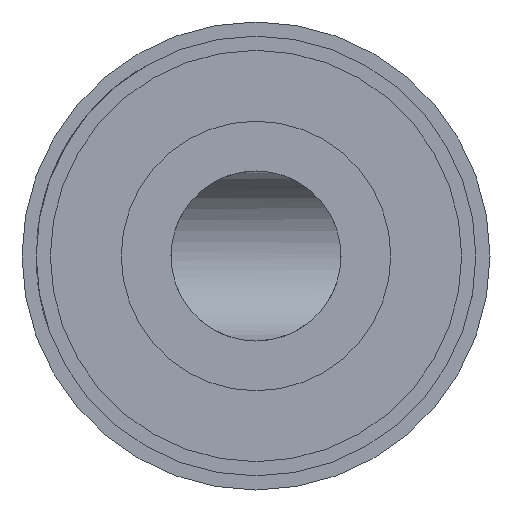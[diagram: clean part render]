
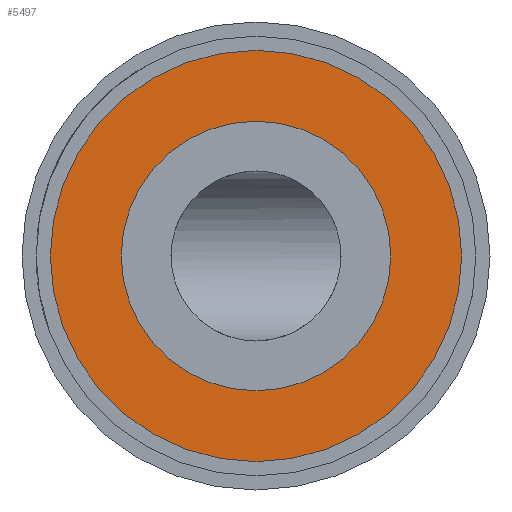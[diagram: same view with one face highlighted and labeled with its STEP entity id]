
A CAD part, left-side view. The second image highlights one B-rep face of the part: STEP entity #5497.
In plain terms, the highlighted planar face has unit normal (-1, 0, 0).
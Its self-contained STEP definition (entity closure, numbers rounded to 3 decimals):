
#107 = DIRECTION ( 'NONE',  ( -1., 0., 0. ) ) ;
#353 = EDGE_LOOP ( 'NONE', ( #1128, #5412 ) ) ;
#397 = DIRECTION ( 'NONE',  ( 1., 0., 0. ) ) ;
#1071 = DIRECTION ( 'NONE',  ( 0., 0., -1. ) ) ;
#1128 = ORIENTED_EDGE ( 'NONE', *, *, #2060, .T. ) ;
#1164 = CARTESIAN_POINT ( 'NONE',  ( 0., 0., -14.5 ) ) ;
#1653 = AXIS2_PLACEMENT_3D ( 'NONE', #7899, #4602, #6581 ) ;
#1787 = AXIS2_PLACEMENT_3D ( 'NONE', #3236, #107, #1997 ) ;
#1997 = DIRECTION ( 'NONE',  ( 0., 0., 1. ) ) ;
#2060 = EDGE_CURVE ( 'NONE', #7712, #7737, #3240, .T. ) ;
#2406 = DIRECTION ( 'NONE',  ( 0., 0., -1. ) ) ;
#2438 = VERTEX_POINT ( 'NONE', #1164 ) ;
#2466 = CIRCLE ( 'NONE', #5904, 14.5 ) ;
#2851 = CIRCLE ( 'NONE', #1653, 9.5 ) ;
#3065 = FACE_OUTER_BOUND ( 'NONE', #5521, .T. ) ;
#3236 = CARTESIAN_POINT ( 'NONE',  ( 0., 0., 0. ) ) ;
#3240 = CIRCLE ( 'NONE', #4696, 9.5 ) ;
#3508 = CIRCLE ( 'NONE', #1787, 14.5 ) ;
#4224 = FACE_BOUND ( 'NONE', #353, .T. ) ;
#4326 = CARTESIAN_POINT ( 'NONE',  ( 0., 0., 0. ) ) ;
#4578 = AXIS2_PLACEMENT_3D ( 'NONE', #6701, #397, #2406 ) ;
#4602 = DIRECTION ( 'NONE',  ( 1., 0., 0. ) ) ;
#4634 = ORIENTED_EDGE ( 'NONE', *, *, #5587, .T. ) ;
#4696 = AXIS2_PLACEMENT_3D ( 'NONE', #4326, #4823, #1071 ) ;
#4823 = DIRECTION ( 'NONE',  ( 1., 0., 0. ) ) ;
#5412 = ORIENTED_EDGE ( 'NONE', *, *, #7968, .T. ) ;
#5497 = ADVANCED_FACE ( 'NONE', ( #4224, #3065 ), #8103, .F. ) ;
#5521 = EDGE_LOOP ( 'NONE', ( #4634, #5535 ) ) ;
#5535 = ORIENTED_EDGE ( 'NONE', *, *, #7913, .T. ) ;
#5583 = DIRECTION ( 'NONE',  ( 0., 0., 1. ) ) ;
#5587 = EDGE_CURVE ( 'NONE', #8081, #2438, #2466, .T. ) ;
#5904 = AXIS2_PLACEMENT_3D ( 'NONE', #7398, #8063, #5583 ) ;
#6581 = DIRECTION ( 'NONE',  ( 0., 0., -1. ) ) ;
#6701 = CARTESIAN_POINT ( 'NONE',  ( 0., 0., 0. ) ) ;
#6859 = CARTESIAN_POINT ( 'NONE',  ( 0., 0., 14.5 ) ) ;
#6917 = CARTESIAN_POINT ( 'NONE',  ( 0., 0., 9.5 ) ) ;
#6960 = CARTESIAN_POINT ( 'NONE',  ( 0., 0., -9.5 ) ) ;
#7398 = CARTESIAN_POINT ( 'NONE',  ( 0., 0., 0. ) ) ;
#7712 = VERTEX_POINT ( 'NONE', #6917 ) ;
#7737 = VERTEX_POINT ( 'NONE', #6960 ) ;
#7899 = CARTESIAN_POINT ( 'NONE',  ( 0., 0., 0. ) ) ;
#7913 = EDGE_CURVE ( 'NONE', #2438, #8081, #3508, .T. ) ;
#7968 = EDGE_CURVE ( 'NONE', #7737, #7712, #2851, .T. ) ;
#8063 = DIRECTION ( 'NONE',  ( -1., 0., 0. ) ) ;
#8081 = VERTEX_POINT ( 'NONE', #6859 ) ;
#8103 = PLANE ( 'NONE',  #4578 ) ;
